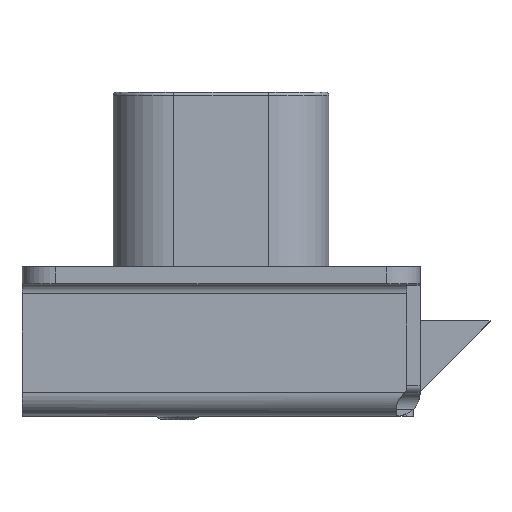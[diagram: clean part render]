
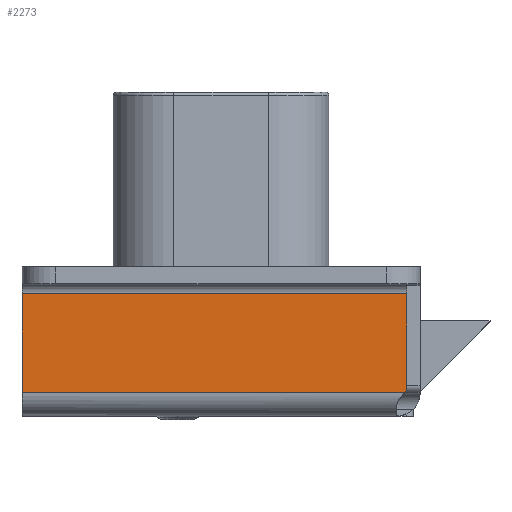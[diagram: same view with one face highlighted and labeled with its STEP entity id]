
A CAD part, top view. The second image highlights one B-rep face of the part: STEP entity #2273.
In plain terms, the highlighted planar face has unit normal (0, 0, 1).
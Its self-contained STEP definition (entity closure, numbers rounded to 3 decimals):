
#341 = CARTESIAN_POINT ( 'NONE',  ( 29.5, -4., 25.678 ) ) ;
#487 = DIRECTION ( 'NONE',  ( 1., 0., 0. ) ) ;
#799 = EDGE_CURVE ( 'NONE', #3192, #18452, #12136, .T. ) ;
#918 = VECTOR ( 'NONE', #9936, 1000. ) ;
#956 = CARTESIAN_POINT ( 'NONE',  ( -29.5, -4., 25.678 ) ) ;
#1919 = LINE ( 'NONE', #17744, #18415 ) ;
#2035 = CARTESIAN_POINT ( 'NONE',  ( 27.314, -18.589, 25.678 ) ) ;
#2273 = ADVANCED_FACE ( 'NONE', ( #16474 ), #9178, .T. ) ;
#2690 = DIRECTION ( 'NONE',  ( 0., -1., 0. ) ) ;
#3192 = VERTEX_POINT ( 'NONE', #2035 ) ;
#3405 = ORIENTED_EDGE ( 'NONE', *, *, #15871, .T. ) ;
#4464 = CARTESIAN_POINT ( 'NONE',  ( -29.5, -4., 25.678 ) ) ;
#5058 = VECTOR ( 'NONE', #5833, 1000. ) ;
#5432 = CARTESIAN_POINT ( 'NONE',  ( 26.5, -18.008, 25.678 ) ) ;
#5833 = DIRECTION ( 'NONE',  ( 0., 1., 0. ) ) ;
#6922 = ORIENTED_EDGE ( 'NONE', *, *, #17032, .F. ) ;
#7158 = ORIENTED_EDGE ( 'NONE', *, *, #17160, .F. ) ;
#7289 = DIRECTION ( 'NONE',  ( 0., 0., 1. ) ) ;
#7428 = VERTEX_POINT ( 'NONE', #14207 ) ;
#8601 = AXIS2_PLACEMENT_3D ( 'NONE', #341, #15652, #17223 ) ;
#9178 = PLANE ( 'NONE',  #8601 ) ;
#9936 = DIRECTION ( 'NONE',  ( -1., 0., 0. ) ) ;
#10427 = CARTESIAN_POINT ( 'NONE',  ( 27.5, -18.008, 25.678 ) ) ;
#10799 = LINE ( 'NONE', #12851, #17971 ) ;
#10983 = LINE ( 'NONE', #956, #5058 ) ;
#11246 = ORIENTED_EDGE ( 'NONE', *, *, #20706, .F. ) ;
#12136 = CIRCLE ( 'NONE', #15726, 1. ) ;
#12558 = CARTESIAN_POINT ( 'NONE',  ( -29.5, -18.589, 25.678 ) ) ;
#12851 = CARTESIAN_POINT ( 'NONE',  ( 29.5, -18.589, 25.678 ) ) ;
#13051 = VERTEX_POINT ( 'NONE', #12558 ) ;
#14207 = CARTESIAN_POINT ( 'NONE',  ( 27.5, -4., 25.678 ) ) ;
#14343 = VERTEX_POINT ( 'NONE', #4464 ) ;
#14768 = CARTESIAN_POINT ( 'NONE',  ( 29.5, -4., 25.678 ) ) ;
#15652 = DIRECTION ( 'NONE',  ( 0., 0., 1. ) ) ;
#15726 = AXIS2_PLACEMENT_3D ( 'NONE', #5432, #7289, #487 ) ;
#15871 = EDGE_CURVE ( 'NONE', #7428, #14343, #16148, .T. ) ;
#16148 = LINE ( 'NONE', #14768, #918 ) ;
#16474 = FACE_OUTER_BOUND ( 'NONE', #17627, .T. ) ;
#17032 = EDGE_CURVE ( 'NONE', #13051, #14343, #10983, .T. ) ;
#17160 = EDGE_CURVE ( 'NONE', #7428, #18452, #1919, .T. ) ;
#17223 = DIRECTION ( 'NONE',  ( 1., 0., 0. ) ) ;
#17627 = EDGE_LOOP ( 'NONE', ( #11246, #18404, #7158, #3405, #6922 ) ) ;
#17726 = DIRECTION ( 'NONE',  ( -1., 0., 0. ) ) ;
#17744 = CARTESIAN_POINT ( 'NONE',  ( 27.5, -4., 25.678 ) ) ;
#17971 = VECTOR ( 'NONE', #17726, 1000. ) ;
#18404 = ORIENTED_EDGE ( 'NONE', *, *, #799, .T. ) ;
#18415 = VECTOR ( 'NONE', #2690, 1000. ) ;
#18452 = VERTEX_POINT ( 'NONE', #10427 ) ;
#20706 = EDGE_CURVE ( 'NONE', #3192, #13051, #10799, .T. ) ;
